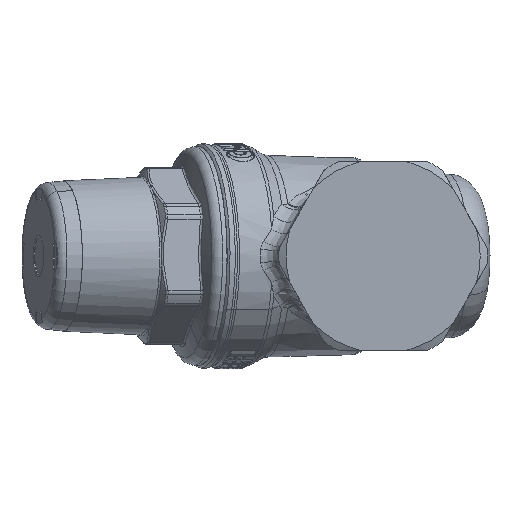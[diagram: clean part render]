
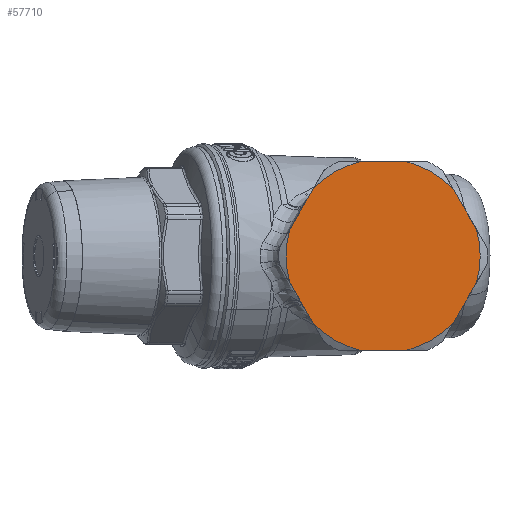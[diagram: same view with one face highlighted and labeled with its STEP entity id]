
A CAD part, left-side view. The second image highlights one B-rep face of the part: STEP entity #57710.
In plain terms, the highlighted planar face has unit normal (-1, 0, 0).
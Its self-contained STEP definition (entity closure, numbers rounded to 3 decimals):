
#48973=CARTESIAN_POINT('Vertex',(-42.982,-6.794,-19.4)) ;
#48976=CARTESIAN_POINT('Line Origine',(-42.982,-1.932,-19.4)) ;
#48980=CARTESIAN_POINT('Vertex',(-42.982,2.93,-19.4)) ;
#49025=CARTESIAN_POINT('Axis2P3D Location',(-42.982,-1.932,0.)) ;
#49029=CARTESIAN_POINT('Vertex',(-42.982,-16.302,-13.911)) ;
#49054=CARTESIAN_POINT('Vertex',(-42.982,-21.164,-5.489)) ;
#49057=CARTESIAN_POINT('Line Origine',(-42.982,-18.733,-9.7)) ;
#49072=CARTESIAN_POINT('Axis2P3D Location',(-42.982,-1.932,0.)) ;
#49076=CARTESIAN_POINT('Vertex',(-42.982,-21.164,5.489)) ;
#49101=CARTESIAN_POINT('Vertex',(-42.982,-16.302,13.911)) ;
#49104=CARTESIAN_POINT('Line Origine',(-42.982,-18.733,9.7)) ;
#49118=CARTESIAN_POINT('Axis2P3D Location',(-42.982,-1.932,0.)) ;
#49122=CARTESIAN_POINT('Vertex',(-42.982,-6.794,19.4)) ;
#49147=CARTESIAN_POINT('Vertex',(-42.982,2.93,19.4)) ;
#49150=CARTESIAN_POINT('Line Origine',(-42.982,-1.932,19.4)) ;
#57507=CARTESIAN_POINT('Axis2P3D Location',(-42.982,-1.932,0.)) ;
#57511=CARTESIAN_POINT('Vertex',(-42.982,12.438,-13.911)) ;
#57650=CARTESIAN_POINT('Axis2P3D Location',(-42.982,-1.932,0.)) ;
#57654=CARTESIAN_POINT('Vertex',(-42.982,12.438,13.911)) ;
#57672=CARTESIAN_POINT('Axis2P3D Location',(-42.982,18.068,0.)) ;
#57677=CARTESIAN_POINT('Line Origine',(-42.982,14.869,9.7)) ;
#57681=CARTESIAN_POINT('Vertex',(-42.982,17.3,5.489)) ;
#57684=CARTESIAN_POINT('Axis2P3D Location',(-42.982,-1.932,0.)) ;
#57688=CARTESIAN_POINT('Vertex',(-42.982,17.3,-5.489)) ;
#57691=CARTESIAN_POINT('Line Origine',(-42.982,14.869,-9.7)) ;
#48977=DIRECTION('Vector Direction',(0.,1.,0.)) ;
#49026=DIRECTION('Axis2P3D Direction',(1.,0.,0.)) ;
#49058=DIRECTION('Vector Direction',(0.,0.5,-0.866)) ;
#49073=DIRECTION('Axis2P3D Direction',(1.,0.,0.)) ;
#49105=DIRECTION('Vector Direction',(0.,0.5,0.866)) ;
#49119=DIRECTION('Axis2P3D Direction',(1.,0.,0.)) ;
#49151=DIRECTION('Vector Direction',(0.,-1.,0.)) ;
#57508=DIRECTION('Axis2P3D Direction',(1.,0.,0.)) ;
#57651=DIRECTION('Axis2P3D Direction',(1.,0.,0.)) ;
#57673=DIRECTION('Axis2P3D Direction',(-1.,0.,0.)) ;
#57674=DIRECTION('Axis2P3D XDirection',(0.,1.,0.)) ;
#57678=DIRECTION('Vector Direction',(0.,-0.5,0.866)) ;
#57685=DIRECTION('Axis2P3D Direction',(-1.,0.,0.)) ;
#57692=DIRECTION('Vector Direction',(0.,-0.5,-0.866)) ;
#49027=AXIS2_PLACEMENT_3D('Circle Axis2P3D',#49025,#49026,$) ;
#49074=AXIS2_PLACEMENT_3D('Circle Axis2P3D',#49072,#49073,$) ;
#49120=AXIS2_PLACEMENT_3D('Circle Axis2P3D',#49118,#49119,$) ;
#57509=AXIS2_PLACEMENT_3D('Circle Axis2P3D',#57507,#57508,$) ;
#57652=AXIS2_PLACEMENT_3D('Circle Axis2P3D',#57650,#57651,$) ;
#57675=AXIS2_PLACEMENT_3D('Plane Axis2P3D',#57672,#57673,#57674) ;
#57686=AXIS2_PLACEMENT_3D('Circle Axis2P3D',#57684,#57685,$) ;
#57697=ORIENTED_EDGE('',*,*,#57656,.T.) ;
#57698=ORIENTED_EDGE('',*,*,#57683,.F.) ;
#57699=ORIENTED_EDGE('',*,*,#57690,.T.) ;
#57700=ORIENTED_EDGE('',*,*,#57695,.T.) ;
#57701=ORIENTED_EDGE('',*,*,#57513,.T.) ;
#57702=ORIENTED_EDGE('',*,*,#48982,.F.) ;
#57703=ORIENTED_EDGE('',*,*,#49031,.T.) ;
#57704=ORIENTED_EDGE('',*,*,#49061,.F.) ;
#57705=ORIENTED_EDGE('',*,*,#49078,.T.) ;
#57706=ORIENTED_EDGE('',*,*,#49108,.T.) ;
#57707=ORIENTED_EDGE('',*,*,#49124,.T.) ;
#57708=ORIENTED_EDGE('',*,*,#49154,.F.) ;
#48978=VECTOR('Line Direction',#48977,1.) ;
#49059=VECTOR('Line Direction',#49058,1.) ;
#49106=VECTOR('Line Direction',#49105,1.) ;
#49152=VECTOR('Line Direction',#49151,1.) ;
#57679=VECTOR('Line Direction',#57678,1.) ;
#57693=VECTOR('Line Direction',#57692,1.) ;
#57710=ADVANCED_FACE('PartBody',(#57709),#57676,.T.) ;
#49028=CIRCLE('generated circle',#49027,20.) ;
#49075=CIRCLE('generated circle',#49074,20.) ;
#49121=CIRCLE('generated circle',#49120,20.) ;
#57510=CIRCLE('generated circle',#57509,20.) ;
#57653=CIRCLE('generated circle',#57652,20.) ;
#57687=CIRCLE('generated circle',#57686,20.) ;
#48982=EDGE_CURVE('',#48974,#48981,#48979,.T.) ;
#49031=EDGE_CURVE('',#48974,#49030,#49028,.F.) ;
#49061=EDGE_CURVE('',#49055,#49030,#49060,.T.) ;
#49078=EDGE_CURVE('',#49055,#49077,#49075,.F.) ;
#49108=EDGE_CURVE('',#49077,#49102,#49107,.T.) ;
#49124=EDGE_CURVE('',#49102,#49123,#49121,.F.) ;
#49154=EDGE_CURVE('',#49148,#49123,#49153,.T.) ;
#57513=EDGE_CURVE('',#57512,#48981,#57510,.F.) ;
#57656=EDGE_CURVE('',#49148,#57655,#57653,.F.) ;
#57683=EDGE_CURVE('',#57682,#57655,#57680,.T.) ;
#57690=EDGE_CURVE('',#57682,#57689,#57687,.T.) ;
#57695=EDGE_CURVE('',#57689,#57512,#57694,.T.) ;
#57696=EDGE_LOOP('',(#57697,#57698,#57699,#57700,#57701,#57702,#57703,#57704,#57705,#57706,#57707,#57708)) ;
#57709=FACE_OUTER_BOUND('',#57696,.T.) ;
#48979=LINE('Line',#48976,#48978) ;
#49060=LINE('Line',#49057,#49059) ;
#49107=LINE('Line',#49104,#49106) ;
#49153=LINE('Line',#49150,#49152) ;
#57680=LINE('Line',#57677,#57679) ;
#57694=LINE('Line',#57691,#57693) ;
#57676=PLANE('',#57675) ;
#48974=VERTEX_POINT('',#48973) ;
#48981=VERTEX_POINT('',#48980) ;
#49030=VERTEX_POINT('',#49029) ;
#49055=VERTEX_POINT('',#49054) ;
#49077=VERTEX_POINT('',#49076) ;
#49102=VERTEX_POINT('',#49101) ;
#49123=VERTEX_POINT('',#49122) ;
#49148=VERTEX_POINT('',#49147) ;
#57512=VERTEX_POINT('',#57511) ;
#57655=VERTEX_POINT('',#57654) ;
#57682=VERTEX_POINT('',#57681) ;
#57689=VERTEX_POINT('',#57688) ;
